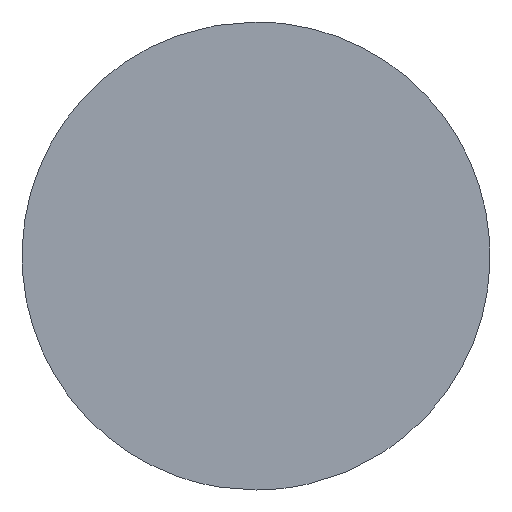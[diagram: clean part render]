
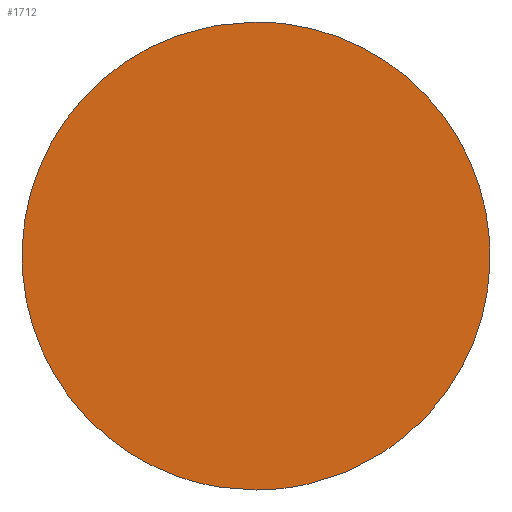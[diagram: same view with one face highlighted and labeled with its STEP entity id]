
A CAD part, top view. The second image highlights one B-rep face of the part: STEP entity #1712.
In plain terms, the highlighted planar face has unit normal (0, 0, 1).
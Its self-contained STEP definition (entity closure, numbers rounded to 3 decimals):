
#89 = CARTESIAN_POINT ( 'NONE',  ( 2.55, 4.742, 1.35 ) ) ;
#127 = EDGE_CURVE ( 'NONE', #936, #695, #1345, .T. ) ;
#162 = CARTESIAN_POINT ( 'NONE',  ( 0.334, 2.528, 1.35 ) ) ;
#166 = PLANE ( 'NONE',  #1686 ) ;
#191 = EDGE_CURVE ( 'NONE', #817, #936, #1760, .T. ) ;
#308 = CARTESIAN_POINT ( 'NONE',  ( 4.616, 1.74, 1.35 ) ) ;
#322 = CARTESIAN_POINT ( 'NONE',  ( 0.474, 3.318, 1.35 ) ) ;
#328 = FACE_OUTER_BOUND ( 'NONE', #589, .T. ) ;
#330 = CARTESIAN_POINT ( 'NONE',  ( 2.438, 0.342, 1.35 ) ) ;
#339 = CARTESIAN_POINT ( 'NONE',  ( 0.395, 3.059, 1.35 ) ) ;
#401 = CARTESIAN_POINT ( 'NONE',  ( 2.051, 0.4, 1.35 ) ) ;
#407 = ORIENTED_EDGE ( 'NONE', *, *, #127, .T. ) ;
#432 = CARTESIAN_POINT ( 'NONE',  ( 1.285, 4.362, 1.35 ) ) ;
#479 = CARTESIAN_POINT ( 'NONE',  ( 4.001, 0.867, 1.35 ) ) ;
#487 = CARTESIAN_POINT ( 'NONE',  ( 4.766, 2.528, 1.35 ) ) ;
#519 = CARTESIAN_POINT ( 'NONE',  ( 3.583, 4.503, 1.35 ) ) ;
#545 = CARTESIAN_POINT ( 'NONE',  ( 2.105, 0.387, 1.35 ) ) ;
#553 = EDGE_CURVE ( 'NONE', #1610, #1279, #1978, .T. ) ;
#563 = CARTESIAN_POINT ( 'NONE',  ( 2.16, 0.376, 1.35 ) ) ;
#589 = EDGE_LOOP ( 'NONE', ( #774, #1188, #407, #1846, #662 ) ) ;
#623 = CARTESIAN_POINT ( 'NONE',  ( 0.72, 3.792, 1.35 ) ) ;
#644 = CARTESIAN_POINT ( 'NONE',  ( 2.216, 0.368, 1.35 ) ) ;
#662 = ORIENTED_EDGE ( 'NONE', *, *, #553, .T. ) ;
#664 = CARTESIAN_POINT ( 'NONE',  ( 2.55, 0.342, 1.35 ) ) ;
#695 = VERTEX_POINT ( 'NONE', #1239 ) ;
#763 = CARTESIAN_POINT ( 'NONE',  ( 2.283, 4.742, 1.35 ) ) ;
#774 = ORIENTED_EDGE ( 'NONE', *, *, #1197, .T. ) ;
#783 = B_SPLINE_CURVE_WITH_KNOTS ( 'NONE', 3,
 ( #1287, #1987, #1129, #1819 ),
 .UNSPECIFIED., .F., .F.,
 ( 4, 4 ),
 ( 0., 1. ),
 .UNSPECIFIED. ) ;
#817 = VERTEX_POINT ( 'NONE', #1683 ) ;
#841 = CARTESIAN_POINT ( 'NONE',  ( 1.542, 0.569, 1.35 ) ) ;
#878 = DIRECTION ( 'NONE',  ( 1., 0., 0. ) ) ;
#885 = CARTESIAN_POINT ( 'NONE',  ( 3.084, 4.693, 1.35 ) ) ;
#936 = VERTEX_POINT ( 'NONE', #1740 ) ;
#1015 = CARTESIAN_POINT ( 'NONE',  ( 0.905, 1.057, 1.35 ) ) ;
#1024 = CARTESIAN_POINT ( 'NONE',  ( 2.55, 0.342, 1.35 ) ) ;
#1030 = CARTESIAN_POINT ( 'NONE',  ( 1.099, 0.867, 1.35 ) ) ;
#1050 = CARTESIAN_POINT ( 'NONE',  ( 4.213, 4.007, 1.35 ) ) ;
#1064 = CARTESIAN_POINT ( 'NONE',  ( 4.38, 3.792, 1.35 ) ) ;
#1080 = CARTESIAN_POINT ( 'NONE',  ( 2.817, 4.742, 1.35 ) ) ;
#1122 = CARTESIAN_POINT ( 'NONE',  ( 0.886, 4.007, 1.35 ) ) ;
#1129 = CARTESIAN_POINT ( 'NONE',  ( 2.885, 0.362, 1.35 ) ) ;
#1173 = CARTESIAN_POINT ( 'NONE',  ( 4.195, 1.057, 1.35 ) ) ;
#1182 = CARTESIAN_POINT ( 'NONE',  ( 0.352, 2.258, 1.35 ) ) ;
#1188 = ORIENTED_EDGE ( 'NONE', *, *, #191, .T. ) ;
#1192 = CARTESIAN_POINT ( 'NONE',  ( 3.049, 0.4, 1.35 ) ) ;
#1195 = CARTESIAN_POINT ( 'NONE',  ( 2.55, 2.55, 1.35 ) ) ;
#1197 = EDGE_CURVE ( 'NONE', #1279, #817, #783, .T. ) ;
#1230 = CARTESIAN_POINT ( 'NONE',  ( 2.216, 0.368, 1.35 ) ) ;
#1239 = CARTESIAN_POINT ( 'NONE',  ( 2.051, 0.4, 1.35 ) ) ;
#1279 = VERTEX_POINT ( 'NONE', #664 ) ;
#1287 = CARTESIAN_POINT ( 'NONE',  ( 2.55, 0.342, 1.35 ) ) ;
#1307 = CARTESIAN_POINT ( 'NONE',  ( 0.598, 1.494, 1.35 ) ) ;
#1319 = CARTESIAN_POINT ( 'NONE',  ( 3.309, 0.46, 1.35 ) ) ;
#1333 = CARTESIAN_POINT ( 'NONE',  ( 4.502, 1.494, 1.35 ) ) ;
#1338 = CARTESIAN_POINT ( 'NONE',  ( 2.326, 0.351, 1.35 ) ) ;
#1345 = B_SPLINE_CURVE_WITH_KNOTS ( 'NONE', 3,
 ( #89, #763, #1456, #1979, #432, #1122, #623, #322, #339, #162, #1182, #1858, #1307, #1015, #1030, #841, #1682, #2187 ),
 .UNSPECIFIED., .F., .F.,
 ( 4, 2, 2, 2, 2, 2, 2, 2, 4 ),
 ( 0.5, 0.563, 0.625, 0.688, 0.75, 0.813, 0.875, 0.938, 1. ),
 .UNSPECIFIED. ) ;
#1374 = B_SPLINE_CURVE_WITH_KNOTS ( 'NONE', 3,
 ( #401, #545, #563, #1230 ),
 .UNSPECIFIED., .F., .F.,
 ( 4, 4 ),
 ( 0., 1. ),
 .UNSPECIFIED. ) ;
#1456 = CARTESIAN_POINT ( 'NONE',  ( 2.016, 4.693, 1.35 ) ) ;
#1520 = CARTESIAN_POINT ( 'NONE',  ( 4.705, 3.059, 1.35 ) ) ;
#1610 = VERTEX_POINT ( 'NONE', #2205 ) ;
#1682 = CARTESIAN_POINT ( 'NONE',  ( 1.79, 0.461, 1.35 ) ) ;
#1683 = CARTESIAN_POINT ( 'NONE',  ( 3.049, 0.4, 1.35 ) ) ;
#1686 = AXIS2_PLACEMENT_3D ( 'NONE', #1195, #1888, #878 ) ;
#1712 = ADVANCED_FACE ( 'NONE', ( #328 ), #166, .T. ) ;
#1740 = CARTESIAN_POINT ( 'NONE',  ( 2.55, 4.742, 1.35 ) ) ;
#1759 = CARTESIAN_POINT ( 'NONE',  ( 2.55, 4.742, 1.35 ) ) ;
#1760 = B_SPLINE_CURVE_WITH_KNOTS ( 'NONE', 3,
 ( #1192, #1319, #2029, #479, #1173, #1333, #308, #2035, #487, #1520, #2213, #1064, #1050, #1923, #519, #885, #1080, #1759 ),
 .UNSPECIFIED., .F., .F.,
 ( 4, 2, 2, 2, 2, 2, 2, 2, 4 ),
 ( 0., 0.063, 0.125, 0.188, 0.25, 0.313, 0.375, 0.438, 0.5 ),
 .UNSPECIFIED. ) ;
#1789 = EDGE_CURVE ( 'NONE', #695, #1610, #1374, .T. ) ;
#1819 = CARTESIAN_POINT ( 'NONE',  ( 3.049, 0.4, 1.35 ) ) ;
#1846 = ORIENTED_EDGE ( 'NONE', *, *, #1789, .T. ) ;
#1858 = CARTESIAN_POINT ( 'NONE',  ( 0.484, 1.74, 1.35 ) ) ;
#1888 = DIRECTION ( 'NONE',  ( 0., 0., 1. ) ) ;
#1923 = CARTESIAN_POINT ( 'NONE',  ( 3.815, 4.362, 1.35 ) ) ;
#1978 = B_SPLINE_CURVE_WITH_KNOTS ( 'NONE', 3,
 ( #644, #1338, #330, #1024 ),
 .UNSPECIFIED., .F., .F.,
 ( 4, 4 ),
 ( 0., 1. ),
 .UNSPECIFIED. ) ;
#1979 = CARTESIAN_POINT ( 'NONE',  ( 1.517, 4.503, 1.35 ) ) ;
#1987 = CARTESIAN_POINT ( 'NONE',  ( 2.718, 0.342, 1.35 ) ) ;
#2029 = CARTESIAN_POINT ( 'NONE',  ( 3.558, 0.569, 1.35 ) ) ;
#2035 = CARTESIAN_POINT ( 'NONE',  ( 4.748, 2.258, 1.35 ) ) ;
#2187 = CARTESIAN_POINT ( 'NONE',  ( 2.051, 0.4, 1.35 ) ) ;
#2205 = CARTESIAN_POINT ( 'NONE',  ( 2.216, 0.368, 1.35 ) ) ;
#2213 = CARTESIAN_POINT ( 'NONE',  ( 4.626, 3.318, 1.35 ) ) ;
